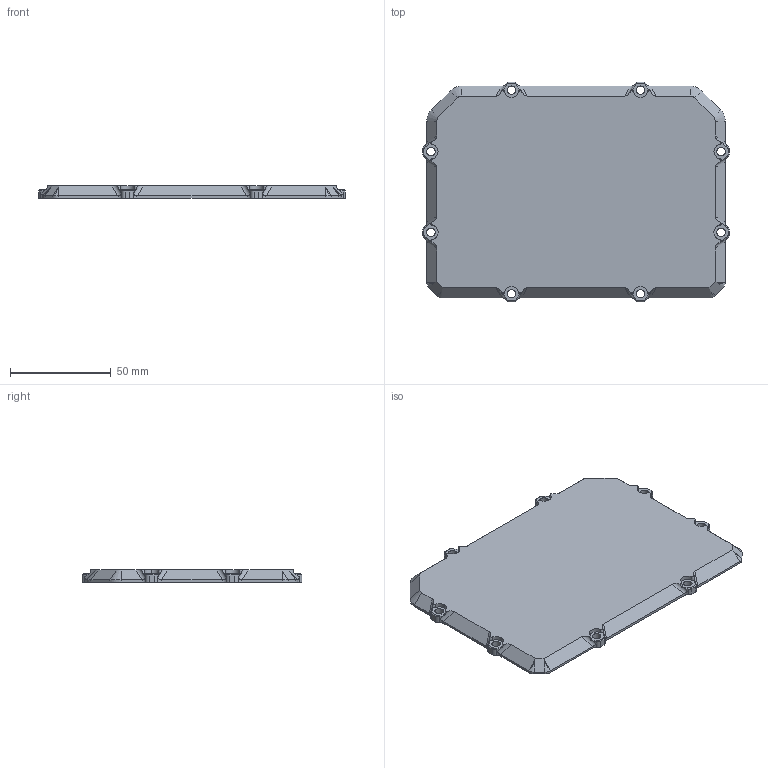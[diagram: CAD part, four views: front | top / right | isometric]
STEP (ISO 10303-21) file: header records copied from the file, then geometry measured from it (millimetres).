
FILE_DESCRIPTION(('HOOPS Exchange Step'),'2;1');
FILE_NAME('temp_export','2021-10-16T19:15:03-04:00',('poastoast'),('Shapr3D Limited'),'HOOPS Exchange 2021.1','Shapr3D','Authorized');
FILE_SCHEMA( ('AP203_CONFIGURATION_CONTROLLED_3D_DESIGN_OF_MECHANICAL_PARTS_AND_ASSEMBLIES_MIM_LF') );
Length unit declared in the file: millimetre
Products named in the file (1): AC202EB3-7A9F-4650-B1A5-810E4B28ACAF.tmp
Bounding box: 152 x 109 x 6 mm (x, y, z)
Volume: 68683.4 mm3; surface area: 34315.5 mm2
Topology: 1 solids, 1 shells, 430 faces, 1146 edges, 716 vertices
Faces by surface type: plane 188, cylinder 122, cone 72, bspline 48
Full cylindrical faces by diameter (mm): 4.2 x8
Entity records: 18174 total; most frequent: CARTESIAN_POINT 7657, ORIENTED_EDGE 2284, DIRECTION 2084, EDGE_CURVE 1142, AXIS2_PLACEMENT_3D 719, VERTEX_POINT 716, VECTOR 646, LINE 646
